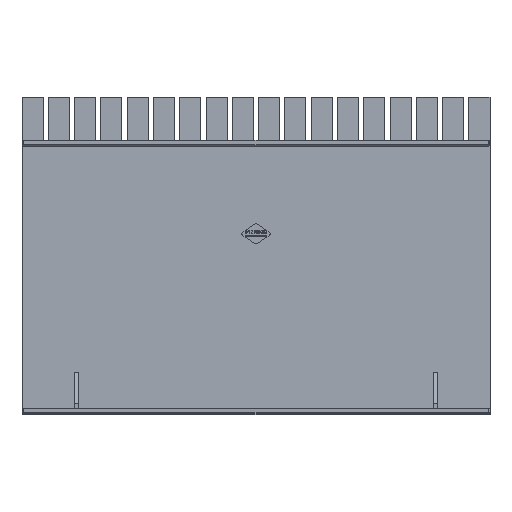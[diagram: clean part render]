
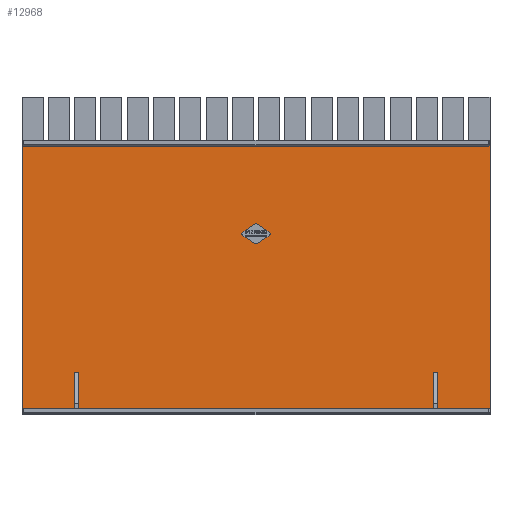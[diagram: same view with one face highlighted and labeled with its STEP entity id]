
A CAD part, top view. The second image highlights one B-rep face of the part: STEP entity #12968.
In plain terms, the highlighted planar face has unit normal (0, 0, 1).
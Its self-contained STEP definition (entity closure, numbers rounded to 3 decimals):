
#163 = DIRECTION ( 'NONE',  ( -1., 0., 0. ) ) ;
#269 = DIRECTION ( 'NONE',  ( -1., 0., 0. ) ) ;
#594 = CARTESIAN_POINT ( 'NONE',  ( -180., -255., 0. ) ) ;
#849 = ORIENTED_EDGE ( 'NONE', *, *, #8651, .F. ) ;
#1806 = VECTOR ( 'NONE', #20746, 1000. ) ;
#1816 = CARTESIAN_POINT ( 'NONE',  ( 445., -255., 0. ) ) ;
#1953 = DIRECTION ( 'NONE',  ( 1., 0., 0. ) ) ;
#2056 = CARTESIAN_POINT ( 'NONE',  ( -150., -261., 0. ) ) ;
#2257 = EDGE_CURVE ( 'NONE', #14722, #12866, #22596, .T. ) ;
#2382 = EDGE_CURVE ( 'NONE', #11788, #3794, #21169, .T. ) ;
#2599 = VECTOR ( 'NONE', #17592, 1000. ) ;
#3204 = DIRECTION ( 'NONE',  ( 1., 0., 0. ) ) ;
#3313 = CARTESIAN_POINT ( 'NONE',  ( -445., 244., 0. ) ) ;
#3415 = EDGE_CURVE ( 'NONE', #10378, #3935, #21595, .T. ) ;
#3498 = ORIENTED_EDGE ( 'NONE', *, *, #5731, .T. ) ;
#3656 = LINE ( 'NONE', #20430, #5472 ) ;
#3787 = AXIS2_PLACEMENT_3D ( 'NONE', #17734, #8864, #14052 ) ;
#3794 = VERTEX_POINT ( 'NONE', #12810 ) ;
#3935 = VERTEX_POINT ( 'NONE', #10168 ) ;
#3961 = CARTESIAN_POINT ( 'NONE',  ( -445., -255., 0. ) ) ;
#4146 = LINE ( 'NONE', #2056, #5352 ) ;
#4282 = EDGE_CURVE ( 'NONE', #9856, #9777, #14742, .T. ) ;
#4435 = DIRECTION ( 'NONE',  ( 1., 0., 0. ) ) ;
#4643 = CARTESIAN_POINT ( 'NONE',  ( -445., -255., 0. ) ) ;
#4709 = DIRECTION ( 'NONE',  ( 0., 1., 0. ) ) ;
#4771 = EDGE_CURVE ( 'NONE', #17677, #10378, #19251, .T. ) ;
#5352 = VECTOR ( 'NONE', #5626, 1000. ) ;
#5472 = VECTOR ( 'NONE', #16614, 1000. ) ;
#5626 = DIRECTION ( 'NONE',  ( 0., 1., 0. ) ) ;
#5678 = DIRECTION ( 'NONE',  ( 0., 1., 0. ) ) ;
#5731 = EDGE_CURVE ( 'NONE', #14727, #11788, #4146, .T. ) ;
#6447 = VECTOR ( 'NONE', #269, 1000. ) ;
#6786 = CARTESIAN_POINT ( 'NONE',  ( -445., 244., 0. ) ) ;
#7276 = ORIENTED_EDGE ( 'NONE', *, *, #23613, .T. ) ;
#7328 = CARTESIAN_POINT ( 'NONE',  ( 180., -261., 0. ) ) ;
#7385 = VECTOR ( 'NONE', #4435, 1000. ) ;
#7492 = CARTESIAN_POINT ( 'NONE',  ( -150., -255., 0. ) ) ;
#7504 = LINE ( 'NONE', #15033, #17987 ) ;
#7924 = CARTESIAN_POINT ( 'NONE',  ( -180., -261., 0. ) ) ;
#8248 = ORIENTED_EDGE ( 'NONE', *, *, #21794, .T. ) ;
#8494 = PLANE ( 'NONE',  #3787 ) ;
#8643 = LINE ( 'NONE', #6786, #10807 ) ;
#8651 = EDGE_CURVE ( 'NONE', #13230, #3935, #8643, .T. ) ;
#8864 = DIRECTION ( 'NONE',  ( 0., 0., -1. ) ) ;
#9678 = EDGE_CURVE ( 'NONE', #14727, #14722, #9884, .T. ) ;
#9777 = VERTEX_POINT ( 'NONE', #21577 ) ;
#9856 = VERTEX_POINT ( 'NONE', #18609 ) ;
#9884 = LINE ( 'NONE', #7924, #6447 ) ;
#10168 = CARTESIAN_POINT ( 'NONE',  ( 445., 244., 0. ) ) ;
#10378 = VERTEX_POINT ( 'NONE', #1816 ) ;
#10807 = VECTOR ( 'NONE', #3204, 1000. ) ;
#11180 = CARTESIAN_POINT ( 'NONE',  ( -180., -261., 0. ) ) ;
#11304 = VECTOR ( 'NONE', #163, 1000. ) ;
#11788 = VERTEX_POINT ( 'NONE', #7492 ) ;
#12810 = CARTESIAN_POINT ( 'NONE',  ( 150., -255., 0. ) ) ;
#12866 = VERTEX_POINT ( 'NONE', #594 ) ;
#12968 = ADVANCED_FACE ( 'NONE', ( #16251 ), #8494, .F. ) ;
#13230 = VERTEX_POINT ( 'NONE', #3313 ) ;
#13235 = CARTESIAN_POINT ( 'NONE',  ( -180., -261., 0. ) ) ;
#13327 = CARTESIAN_POINT ( 'NONE',  ( 150., -261., 0. ) ) ;
#13853 = VECTOR ( 'NONE', #5678, 1000. ) ;
#14052 = DIRECTION ( 'NONE',  ( -1., 0., 0. ) ) ;
#14625 = EDGE_CURVE ( 'NONE', #9777, #3794, #18871, .T. ) ;
#14722 = VERTEX_POINT ( 'NONE', #11180 ) ;
#14727 = VERTEX_POINT ( 'NONE', #22276 ) ;
#14742 = LINE ( 'NONE', #7328, #11304 ) ;
#14775 = ORIENTED_EDGE ( 'NONE', *, *, #2382, .T. ) ;
#14859 = EDGE_LOOP ( 'NONE', ( #849, #22765, #8248, #18708, #21818, #3498, #14775, #15329, #20320, #7276, #22362, #22072 ) ) ;
#15002 = EDGE_CURVE ( 'NONE', #13230, #18949, #19434, .T. ) ;
#15033 = CARTESIAN_POINT ( 'NONE',  ( -445., -255., 0. ) ) ;
#15329 = ORIENTED_EDGE ( 'NONE', *, *, #14625, .F. ) ;
#15430 = VECTOR ( 'NONE', #19794, 1000. ) ;
#15819 = CARTESIAN_POINT ( 'NONE',  ( 445., -255., 0. ) ) ;
#16251 = FACE_OUTER_BOUND ( 'NONE', #14859, .T. ) ;
#16614 = DIRECTION ( 'NONE',  ( 0., 1., 0. ) ) ;
#17236 = CARTESIAN_POINT ( 'NONE',  ( -445., -255., 0. ) ) ;
#17592 = DIRECTION ( 'NONE',  ( 1., 0., 0. ) ) ;
#17677 = VERTEX_POINT ( 'NONE', #22532 ) ;
#17734 = CARTESIAN_POINT ( 'NONE',  ( 0., 0., 0. ) ) ;
#17987 = VECTOR ( 'NONE', #1953, 1000. ) ;
#18609 = CARTESIAN_POINT ( 'NONE',  ( 180., -261., 0. ) ) ;
#18708 = ORIENTED_EDGE ( 'NONE', *, *, #2257, .F. ) ;
#18871 = LINE ( 'NONE', #13327, #13853 ) ;
#18949 = VERTEX_POINT ( 'NONE', #4643 ) ;
#19251 = LINE ( 'NONE', #3961, #7385 ) ;
#19434 = LINE ( 'NONE', #23371, #15430 ) ;
#19794 = DIRECTION ( 'NONE',  ( 0., -1., 0. ) ) ;
#20320 = ORIENTED_EDGE ( 'NONE', *, *, #4282, .F. ) ;
#20430 = CARTESIAN_POINT ( 'NONE',  ( 180., -261., 0. ) ) ;
#20746 = DIRECTION ( 'NONE',  ( 0., 1., 0. ) ) ;
#21169 = LINE ( 'NONE', #17236, #2599 ) ;
#21577 = CARTESIAN_POINT ( 'NONE',  ( 150., -261., 0. ) ) ;
#21595 = LINE ( 'NONE', #15819, #22830 ) ;
#21794 = EDGE_CURVE ( 'NONE', #18949, #12866, #7504, .T. ) ;
#21818 = ORIENTED_EDGE ( 'NONE', *, *, #9678, .F. ) ;
#22072 = ORIENTED_EDGE ( 'NONE', *, *, #3415, .T. ) ;
#22276 = CARTESIAN_POINT ( 'NONE',  ( -150., -261., 0. ) ) ;
#22362 = ORIENTED_EDGE ( 'NONE', *, *, #4771, .T. ) ;
#22532 = CARTESIAN_POINT ( 'NONE',  ( 180., -255., 0. ) ) ;
#22596 = LINE ( 'NONE', #13235, #1806 ) ;
#22765 = ORIENTED_EDGE ( 'NONE', *, *, #15002, .T. ) ;
#22830 = VECTOR ( 'NONE', #4709, 1000. ) ;
#23371 = CARTESIAN_POINT ( 'NONE',  ( -445., -255., 0. ) ) ;
#23613 = EDGE_CURVE ( 'NONE', #9856, #17677, #3656, .T. ) ;
